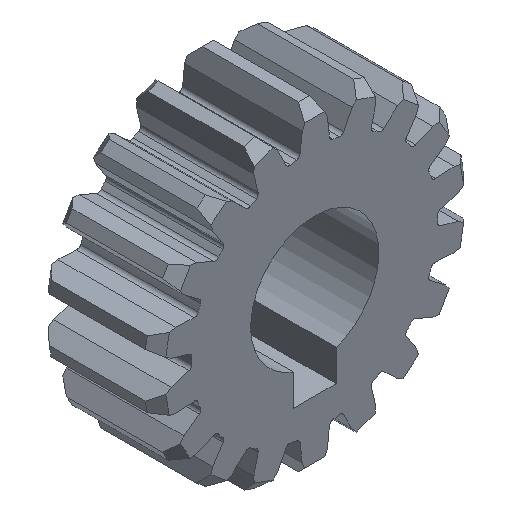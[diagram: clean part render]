
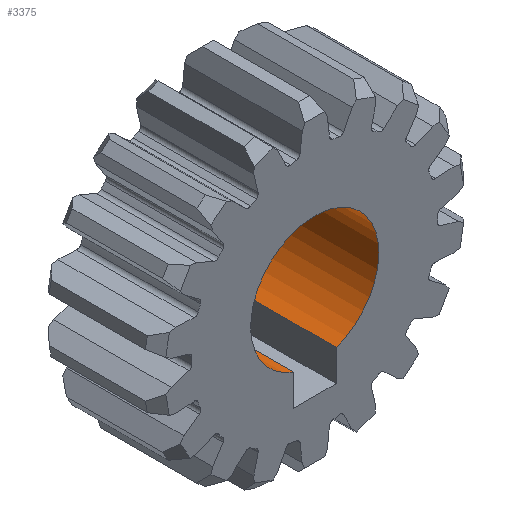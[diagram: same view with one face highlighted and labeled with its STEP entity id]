
A CAD part, isometric view. The second image highlights one B-rep face of the part: STEP entity #3375.
In plain terms, the highlighted cylindrical face has radius 6 mm (diameter 12 mm), a partial arc.
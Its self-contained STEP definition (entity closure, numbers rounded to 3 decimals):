
#1=CARTESIAN_POINT('',(0.,-5.5,0.));
#2=DIRECTION('',(0.,-1.,0.));
#3=DIRECTION('',(0.333,0.,-0.943));
#4=AXIS2_PLACEMENT_3D('',#1,#2,#3);
#378=DIRECTION('',(0.,1.,0.));
#379=VECTOR('',#378,11.);
#380=CARTESIAN_POINT('',(2.,-5.5,-5.657));
#381=LINE('',#380,#379);
#390=DIRECTION('',(0.,1.,0.));
#391=VECTOR('',#390,11.);
#392=CARTESIAN_POINT('',(-2.,-5.5,-5.657));
#393=LINE('',#392,#391);
#394=CARTESIAN_POINT('',(0.,5.5,0.));
#395=DIRECTION('',(0.,-1.,0.));
#396=DIRECTION('',(0.333,0.,-0.943));
#397=AXIS2_PLACEMENT_3D('',#394,#395,#396);
#2319=CARTESIAN_POINT('',(2.,-5.5,-5.657));
#2320=CARTESIAN_POINT('',(-2.,-5.5,-5.657));
#2321=VERTEX_POINT('',#2319);
#2322=VERTEX_POINT('',#2320);
#2327=CARTESIAN_POINT('',(2.,5.5,-5.657));
#2328=CARTESIAN_POINT('',(-2.,5.5,-5.657));
#2329=VERTEX_POINT('',#2327);
#2330=VERTEX_POINT('',#2328);
#3361=CARTESIAN_POINT('',(0.,-5.5,0.));
#3362=DIRECTION('',(0.,1.,0.));
#3363=DIRECTION('',(1.,0.,0.));
#3364=AXIS2_PLACEMENT_3D('',#3361,#3362,#3363);
#3365=CYLINDRICAL_SURFACE('',#3364,6.);
#3366=ORIENTED_EDGE('',*,*,#3350,.F.);
#3368=ORIENTED_EDGE('',*,*,#3367,.T.);
#3370=ORIENTED_EDGE('',*,*,#3369,.T.);
#3372=ORIENTED_EDGE('',*,*,#3371,.F.);
#3373=EDGE_LOOP('',(#3366,#3368,#3370,#3372));
#3374=FACE_OUTER_BOUND('',#3373,.F.);
#3375=ADVANCED_FACE('',(#3374),#3365,.F.);
#5=CIRCLE('',#4,6.);
#398=CIRCLE('',#397,6.);
#3350=EDGE_CURVE('',#2321,#2322,#5,.T.);
#3367=EDGE_CURVE('',#2321,#2329,#381,.T.);
#3369=EDGE_CURVE('',#2329,#2330,#398,.T.);
#3371=EDGE_CURVE('',#2322,#2330,#393,.T.);
